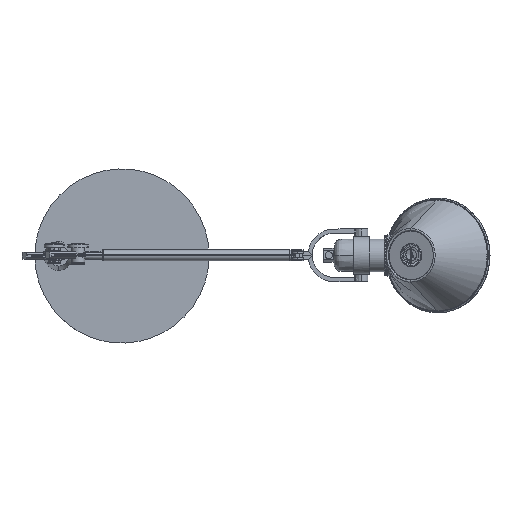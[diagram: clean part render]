
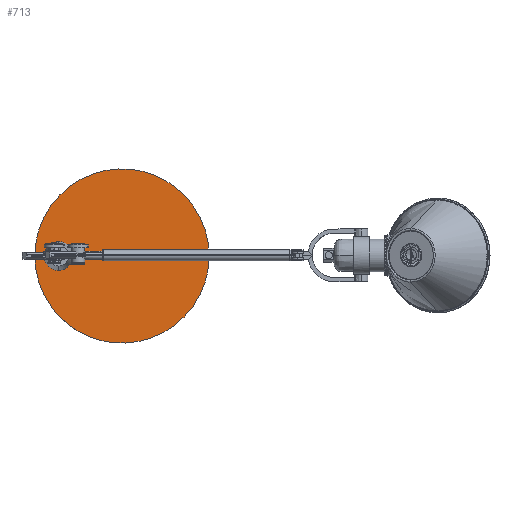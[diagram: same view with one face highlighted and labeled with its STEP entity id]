
A CAD part, top view. The second image highlights one B-rep face of the part: STEP entity #713.
In plain terms, the highlighted planar face has unit normal (0, 0, 1).
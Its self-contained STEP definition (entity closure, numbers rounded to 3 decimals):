
#713=ADVANCED_FACE($,(#1231),#6422,.T.);
#1231=FACE_OUTER_BOUND($,#1756,.T.);
#1756=EDGE_LOOP($,(#3946,#3947));
#3946=ORIENTED_EDGE($,*,*,#5294,.F.);
#3947=ORIENTED_EDGE($,*,*,#5292,.F.);
#5292=EDGE_CURVE($,#6162,#6163,#7852,.T.);
#5294=EDGE_CURVE($,#6163,#6162,#7854,.T.);
#6162=VERTEX_POINT($,#17654);
#6163=VERTEX_POINT($,#17655);
#6422=PLANE($,#8206);
#7852=(
BOUNDED_CURVE()
B_SPLINE_CURVE(2,(#17618,#17619,#17620,#17621,#17622),.UNSPECIFIED.,.F.,
.F.)
B_SPLINE_CURVE_WITH_KNOTS((3,2,3),(-628.319,-471.239,-314.159),
.UNSPECIFIED.)
CURVE()
GEOMETRIC_REPRESENTATION_ITEM()
RATIONAL_B_SPLINE_CURVE((1.,0.707,1.,0.707,1.))
REPRESENTATION_ITEM($)
);
#7854=(
BOUNDED_CURVE()
B_SPLINE_CURVE(2,(#17625,#17626,#17627,#17628,#17629),.UNSPECIFIED.,.F.,
.F.)
B_SPLINE_CURVE_WITH_KNOTS((3,2,3),(-314.159,-157.08,0.),
.UNSPECIFIED.)
CURVE()
GEOMETRIC_REPRESENTATION_ITEM()
RATIONAL_B_SPLINE_CURVE((1.,0.707,1.,0.707,1.))
REPRESENTATION_ITEM($)
);
#8206=AXIS2_PLACEMENT_3D($,#17641,#8436,$);
#8436=DIRECTION($,(0.,0.,1.));
#17618=CARTESIAN_POINT($,(80.498,-25.203,14.2));
#17619=CARTESIAN_POINT($,(55.298,-105.701,14.2));
#17620=CARTESIAN_POINT($,(-25.2,-80.501,14.2));
#17621=CARTESIAN_POINT($,(-105.698,-55.301,14.2));
#17622=CARTESIAN_POINT($,(-80.498,25.197,14.2));
#17625=CARTESIAN_POINT($,(-80.498,25.197,14.2));
#17626=CARTESIAN_POINT($,(-55.298,105.695,14.2));
#17627=CARTESIAN_POINT($,(25.2,80.495,14.2));
#17628=CARTESIAN_POINT($,(105.698,55.295,14.2));
#17629=CARTESIAN_POINT($,(80.498,-25.203,14.2));
#17641=CARTESIAN_POINT($,(-86.037,-86.04,14.2));
#17654=CARTESIAN_POINT($,(80.498,-25.203,14.2));
#17655=CARTESIAN_POINT($,(-80.498,25.197,14.2));
